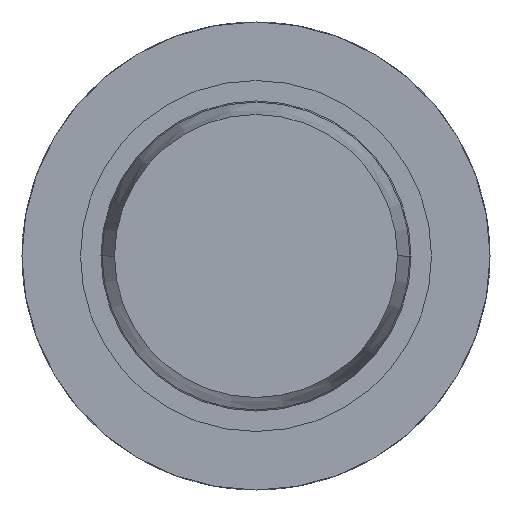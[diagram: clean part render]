
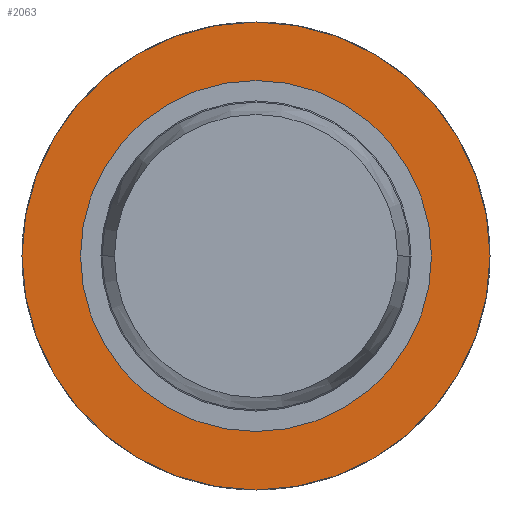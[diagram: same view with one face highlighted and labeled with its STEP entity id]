
A CAD part, front view. The second image highlights one B-rep face of the part: STEP entity #2063.
In plain terms, the highlighted planar face has unit normal (0, -1, 0).
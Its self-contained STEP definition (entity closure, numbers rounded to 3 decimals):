
#238 = DIRECTION ( 'NONE',  ( 0., 1., 0. ) ) ;
#391 = VERTEX_POINT ( 'NONE', #3408 ) ;
#683 = PLANE ( 'NONE',  #2451 ) ;
#846 = CIRCLE ( 'NONE', #2505, 0.9 ) ;
#983 = CARTESIAN_POINT ( 'NONE',  ( 0., 5.3, -2. ) ) ;
#1113 = EDGE_LOOP ( 'NONE', ( #1279, #3290 ) ) ;
#1149 = CARTESIAN_POINT ( 'NONE',  ( 0., 5.3, 0. ) ) ;
#1213 = CARTESIAN_POINT ( 'NONE',  ( 0.9, 5.3, 0. ) ) ;
#1279 = ORIENTED_EDGE ( 'NONE', *, *, #4497, .F. ) ;
#1345 = VERTEX_POINT ( 'NONE', #4404 ) ;
#1578 = EDGE_CURVE ( 'Defeature ausgef�hrt1_0+Defeature ausgef�hrt1_2+Defeature ausgef�hrt1_2+Defeature ausgef�hrt1_2', #4783, #2328, #6062, .T. ) ;
#2063 = ADVANCED_FACE ( 'Defeature ausgef�hrt1_2', ( #4458, #5686 ), #683, .F. ) ;
#2096 = CARTESIAN_POINT ( 'NONE',  ( 0., 5.3, 0. ) ) ;
#2263 = DIRECTION ( 'NONE',  ( 0., 0., 1. ) ) ;
#2328 = VERTEX_POINT ( 'NONE', #4677 ) ;
#2403 = ORIENTED_EDGE ( 'NONE', *, *, #5846, .T. ) ;
#2451 = AXIS2_PLACEMENT_3D ( 'NONE', #1213, #238, #5010 ) ;
#2505 = AXIS2_PLACEMENT_3D ( 'NONE', #2661, #3138, #4105 ) ;
#2661 = CARTESIAN_POINT ( 'NONE',  ( 0., 5.3, 0. ) ) ;
#2756 = AXIS2_PLACEMENT_3D ( 'NONE', #4592, #5473, #2263 ) ;
#3040 = CIRCLE ( 'NONE', #3754, 0.9 ) ;
#3138 = DIRECTION ( 'NONE',  ( 0., 1., 0. ) ) ;
#3191 = EDGE_CURVE ( 'Defeature ausgef�hrt1_2+Defeature ausgef�hrt1_1+Defeature ausgef�hrt1_1+Defeature ausgef�hrt1_1', #391, #1345, #3040, .T. ) ;
#3290 = ORIENTED_EDGE ( 'NONE', *, *, #1578, .F. ) ;
#3408 = CARTESIAN_POINT ( 'NONE',  ( 0., 5.3, 0.9 ) ) ;
#3508 = DIRECTION ( 'NONE',  ( 0., 0., 1. ) ) ;
#3593 = DIRECTION ( 'NONE',  ( 0., 1., 0. ) ) ;
#3754 = AXIS2_PLACEMENT_3D ( 'NONE', #1149, #4505, #3508 ) ;
#3764 = ORIENTED_EDGE ( 'NONE', *, *, #3191, .T. ) ;
#4105 = DIRECTION ( 'NONE',  ( 0., 0., 1. ) ) ;
#4404 = CARTESIAN_POINT ( 'NONE',  ( 0., 5.3, -0.9 ) ) ;
#4458 = FACE_OUTER_BOUND ( 'NONE', #1113, .T. ) ;
#4489 = DIRECTION ( 'NONE',  ( 0., 0., 1. ) ) ;
#4497 = EDGE_CURVE ( 'Defeature ausgef�hrt1_0+Defeature ausgef�hrt1_2+Defeature ausgef�hrt1_2+Defeature ausgef�hrt1_2', #2328, #4783, #4860, .T. ) ;
#4505 = DIRECTION ( 'NONE',  ( 0., 1., 0. ) ) ;
#4592 = CARTESIAN_POINT ( 'NONE',  ( 0., 5.3, 0. ) ) ;
#4677 = CARTESIAN_POINT ( 'NONE',  ( 0., 5.3, 2. ) ) ;
#4783 = VERTEX_POINT ( 'NONE', #983 ) ;
#4793 = EDGE_LOOP ( 'NONE', ( #3764, #2403 ) ) ;
#4860 = CIRCLE ( 'NONE', #5714, 2. ) ;
#5010 = DIRECTION ( 'NONE',  ( 0., 0., 1. ) ) ;
#5473 = DIRECTION ( 'NONE',  ( 0., 1., 0. ) ) ;
#5686 = FACE_BOUND ( 'NONE', #4793, .T. ) ;
#5714 = AXIS2_PLACEMENT_3D ( 'NONE', #2096, #3593, #4489 ) ;
#5846 = EDGE_CURVE ( 'Defeature ausgef�hrt1_2+Defeature ausgef�hrt1_1+Defeature ausgef�hrt1_1+Defeature ausgef�hrt1_1', #1345, #391, #846, .T. ) ;
#6062 = CIRCLE ( 'NONE', #2756, 2. ) ;
